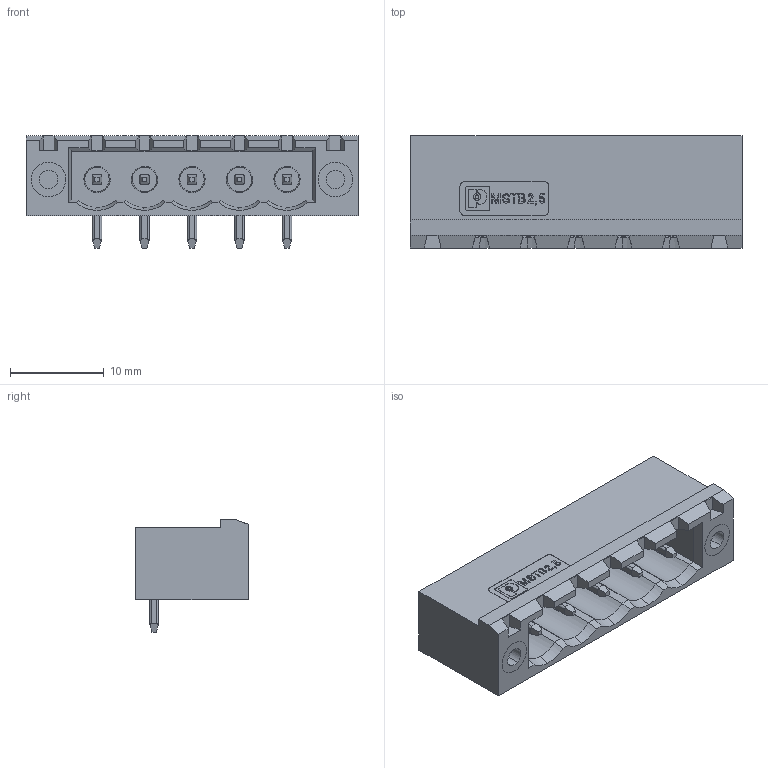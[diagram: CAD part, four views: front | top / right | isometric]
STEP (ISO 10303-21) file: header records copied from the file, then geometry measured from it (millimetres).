
FILE_DESCRIPTION(('STEP AP214'),'1');
FILE_NAME('cctmp_A1B67133-134B-42E0-8D6B-D6E79420B947_2023_11_17_07_50_01_0208_8684..stp','2023-11-17T07:50:02',('PHOENIX CONTACT Deutschland GmbH'),('CADClick - www.CADClick.com'),'Spatial InterOp 3D',' ','unknown authorization');
FILE_SCHEMA(('AUTOMOTIVE_DESIGN'));
Length unit declared in the file: millimetre
Products named in the file (9): 2023_11_17_07_50_00_0817; 2023_11_17_07_50_01_0208; 2023_11_17_07_50_01_0192; 2023_11_17_07_50_01_0176; 2023_11_17_07_50_01_0161; 2023_11_17_07_50_01_0145; 2023_11_17_07_50_01_0130; 2023_11_17_07_50_01_0114; 2023_11_17_07_50_01_0083
Assembly tree (8 placements, depth 2):
  2023_11_17_07_50_00_0817
    2023_11_17_07_50_01_0208
    2023_11_17_07_50_01_0192
    2023_11_17_07_50_01_0176
    2023_11_17_07_50_01_0161
    2023_11_17_07_50_01_0145
    2023_11_17_07_50_01_0130
    2023_11_17_07_50_01_0114
    2023_11_17_07_50_01_0083
Bounding box: 35.51 x 12 x 12.07 mm (x, y, z)
Volume: 1978.8 mm3; surface area: 3197.2 mm2
Topology: 8 solids, 8 shells, 784 faces, 2208 edges, 1453 vertices
Faces by surface type: plane 498, cylinder 228, cone 28, bspline 20, sphere 10
Entity records: 61253 total; most frequent: CARTESIAN_POINT 17960, ORIENTED_EDGE 4396, DIRECTION 4195, STYLED_ITEM 4036, PRESENTATION_STYLE_ASSIGNMENT 4036, COLOUR_RGB 4036, EDGE_CURVE 2198, CURVE_STYLE 2059
